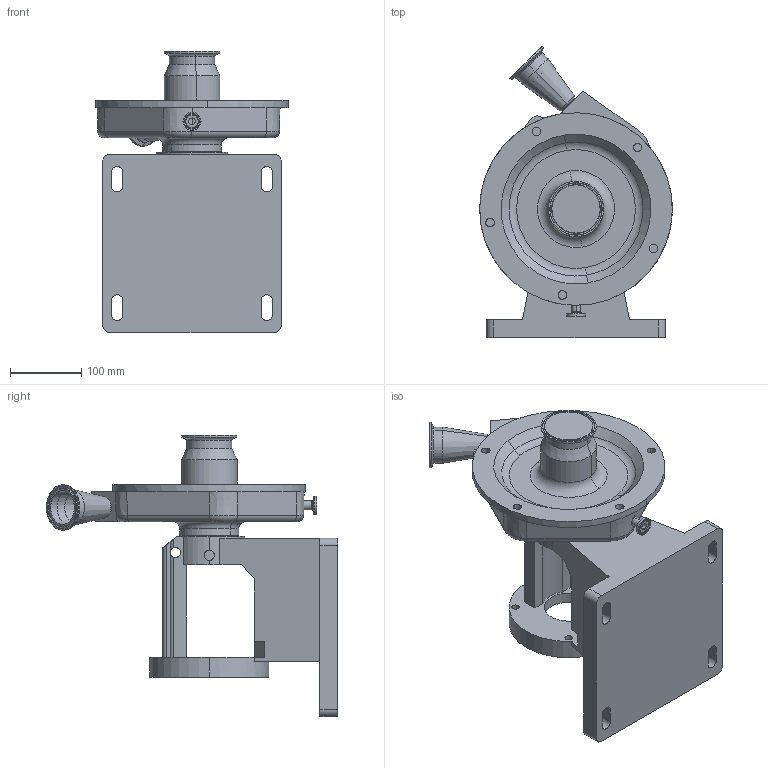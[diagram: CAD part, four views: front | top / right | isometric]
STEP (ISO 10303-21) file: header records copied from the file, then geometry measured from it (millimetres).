
FILE_DESCRIPTION (( 'STEP AP214' ), '1' );
FILE_NAME ('FP 740 140TC 45L 1-2 In STRAIGHT DRAIN.STEP', '2010-02-24T22:10:14', ( ' ' ), ( '' ), 'SwSTEP 2.0', 'SolidWorks 2010', '' );
FILE_SCHEMA (( 'AUTOMOTIVE_DESIGN' ));
Length unit declared in the file: millimetre
Products named in the file (2): FP 740 140TC 45L 1-2 In STRAIGHT DRAIN; FP 740 140TC 45L 1-2 In STRAIGHT DRAIN^1275000108
Assembly tree (1 placements, depth 2):
  FP 740 140TC 45L 1-2 In STRAIGHT DRAIN
    FP 740 140TC 45L 1-2 In STRAIGHT DRAIN^1275000108
Bounding box: 269.96 x 408.36 x 394 mm (x, y, z)
Volume: 7271669.3 mm3; surface area: 623927.3 mm2
Topology: 1 solids, 2 shells, 284 faces, 727 edges, 454 vertices
Faces by surface type: cylinder 111, plane 87, cone 42, torus 42, bspline 1, sphere 1
Entity records: 9297 total; most frequent: CARTESIAN_POINT 2062, DIRECTION 1626, ORIENTED_EDGE 1454, EDGE_CURVE 727, AXIS2_PLACEMENT_3D 641, VERTEX_POINT 454, CIRCLE 354, LINE 344
